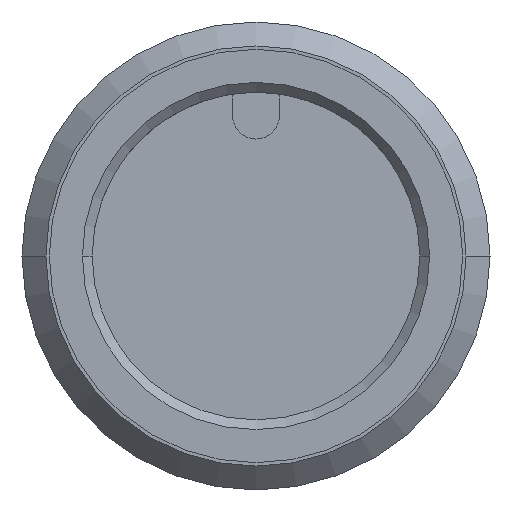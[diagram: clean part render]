
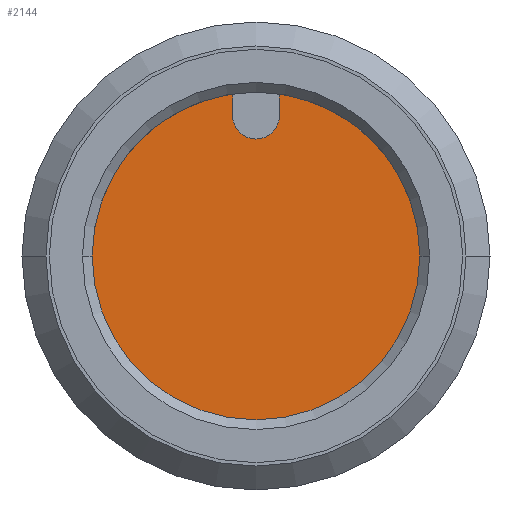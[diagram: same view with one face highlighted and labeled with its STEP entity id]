
A CAD part, left-side view. The second image highlights one B-rep face of the part: STEP entity #2144.
In plain terms, the highlighted planar face has unit normal (-1, 0, 0).
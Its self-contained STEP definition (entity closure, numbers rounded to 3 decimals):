
#677=CARTESIAN_POINT('',(8.9,0.,3.6));
#678=DIRECTION('',(1.,0.,0.));
#679=DIRECTION('',(0.,-1.,0.));
#680=AXIS2_PLACEMENT_3D('',#677,#678,#679);
#685=CARTESIAN_POINT('',(8.9,0.,0.));
#686=DIRECTION('',(-1.,0.,0.));
#687=DIRECTION('',(0.,-1.,0.));
#688=AXIS2_PLACEMENT_3D('',#685,#686,#687);
#693=CARTESIAN_POINT('',(8.9,0.,0.));
#694=DIRECTION('',(-1.,0.,0.));
#695=DIRECTION('',(0.,1.,0.));
#696=AXIS2_PLACEMENT_3D('',#693,#694,#695);
#701=CARTESIAN_POINT('',(8.9,0.,0.));
#702=DIRECTION('',(-1.,0.,0.));
#703=DIRECTION('',(0.,0.143,0.99));
#704=AXIS2_PLACEMENT_3D('',#701,#702,#703);
#709=DIRECTION('',(0.,0.,-1.));
#710=VECTOR('',#709,0.557);
#711=CARTESIAN_POINT('',(8.9,0.6,4.157));
#712=LINE('',#711,#710);
#746=DIRECTION('',(0.,0.,1.));
#747=VECTOR('',#746,0.557);
#748=CARTESIAN_POINT('',(8.9,-0.6,3.6));
#749=LINE('',#748,#747);
#1393=CARTESIAN_POINT('',(8.9,4.2,0.));
#1394=VERTEX_POINT('',#1393);
#1395=CARTESIAN_POINT('',(8.9,0.6,4.157));
#1396=VERTEX_POINT('',#1395);
#1401=CARTESIAN_POINT('',(8.9,-0.6,4.157));
#1402=VERTEX_POINT('',#1401);
#1403=CARTESIAN_POINT('',(8.9,-4.2,0.));
#1404=VERTEX_POINT('',#1403);
#1405=CARTESIAN_POINT('',(8.9,0.6,3.6));
#1406=VERTEX_POINT('',#1405);
#1409=CARTESIAN_POINT('',(8.9,-0.6,3.6));
#1410=VERTEX_POINT('',#1409);
#2128=CARTESIAN_POINT('',(8.9,2.1,0.));
#2129=DIRECTION('',(-1.,0.,0.));
#2130=DIRECTION('',(0.,1.,0.));
#2131=AXIS2_PLACEMENT_3D('',#2128,#2129,#2130);
#2132=PLANE('',#2131);
#2134=ORIENTED_EDGE('',*,*,#2133,.T.);
#2136=ORIENTED_EDGE('',*,*,#2135,.F.);
#2138=ORIENTED_EDGE('',*,*,#2137,.T.);
#2139=ORIENTED_EDGE('',*,*,#2078,.F.);
#2140=ORIENTED_EDGE('',*,*,#2109,.F.);
#2141=ORIENTED_EDGE('',*,*,#2086,.F.);
#2142=EDGE_LOOP('',(#2134,#2136,#2138,#2139,#2140,#2141));
#2143=FACE_OUTER_BOUND('',#2142,.F.);
#2144=ADVANCED_FACE('',(#2143),#2132,.T.);
#681=CIRCLE('',#680,0.6);
#689=CIRCLE('',#688,4.2);
#697=CIRCLE('',#696,4.2);
#705=CIRCLE('',#704,4.2);
#2078=EDGE_CURVE('',#1404,#1402,#689,.T.);
#2086=EDGE_CURVE('',#1396,#1394,#705,.T.);
#2109=EDGE_CURVE('',#1394,#1404,#697,.T.);
#2133=EDGE_CURVE('',#1396,#1406,#712,.T.);
#2135=EDGE_CURVE('',#1410,#1406,#681,.T.);
#2137=EDGE_CURVE('',#1410,#1402,#749,.T.);
